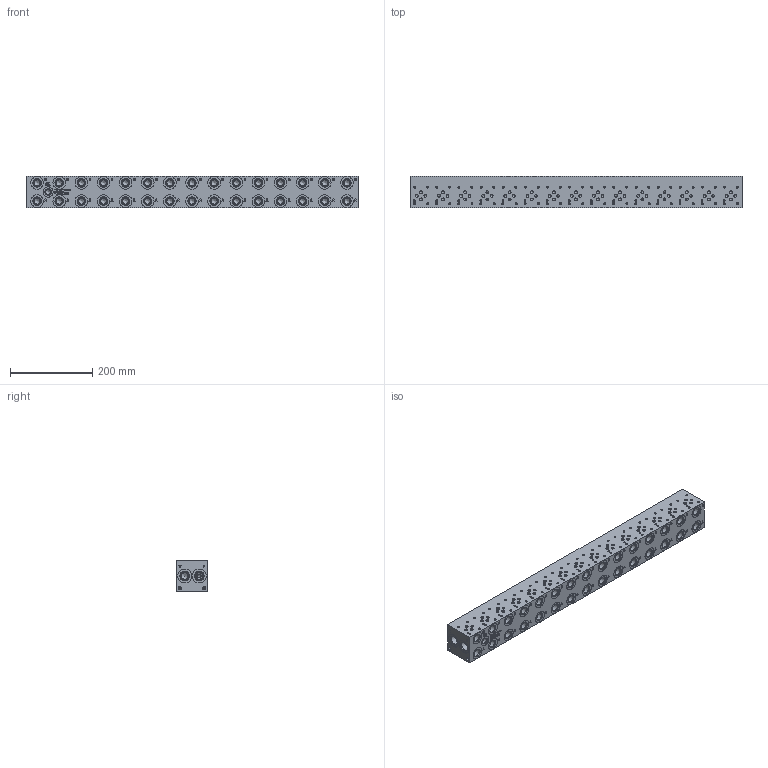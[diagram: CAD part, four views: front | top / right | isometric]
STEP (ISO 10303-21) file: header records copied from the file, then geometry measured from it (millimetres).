
FILE_DESCRIPTION(/* description */ (''),/* implementation_level */ '2;1');
FILE_NAME(/* name */ '_D03P152S.stp',/* time_stamp */ '2022-10-17T12:29:40-04:00',/* author */ ('mikeh'),/* organization */ (''),/* preprocessor_version */ 'ST-DEVELOPER v18',/* originating_system */ 'Autodesk Inventor 2020',/* authorisation */ '');
FILE_SCHEMA (('AUTOMOTIVE_DESIGN { 1 0 10303 214 3 1 1 }'));
Products named in the file (1): Part_AD03P152S_3D
Bounding box: 809.62 x 76.2 x 76.2 mm (x, y, z)
Volume: 4430465.9 mm3; surface area: 329310.9 mm2
Topology: 1 solids, 1 shells, 1802 faces, 4939 edges, 3381 vertices
Faces by surface type: plane 803, cylinder 381, bspline 336, cone 282
Full cylindrical faces by diameter (mm): 3.785 x60, 3.962 x15, 4.826 x60, 6.35 x15, 6.528 x4, 7.137 x45, 7.925 x4, 12.294 x1, 12.9 x1, 14.275 x1, 14.3 x30, 14.529 x1, 15.875 x4, 17.501 x30, 19.05 x30, 19.253 x30, 20.447 x4, 22.225 x3, 22.23 x1, 22.555 x4, 23.901 x3, 25.019 x1, 30.632 x30, 34.138 x4
Entity records: 59795 total; most frequent: CARTESIAN_POINT 14317, ORIENTED_EDGE 9530, DIRECTION 8444, EDGE_CURVE 4765, VERTEX_POINT 3381, AXIS2_PLACEMENT_3D 2884, LINE 2676, VECTOR 2676
